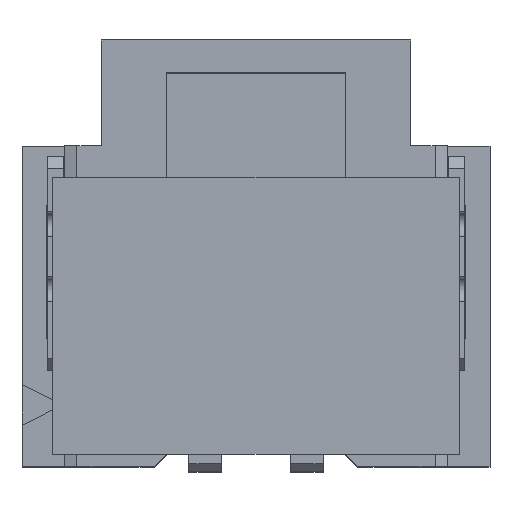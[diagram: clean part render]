
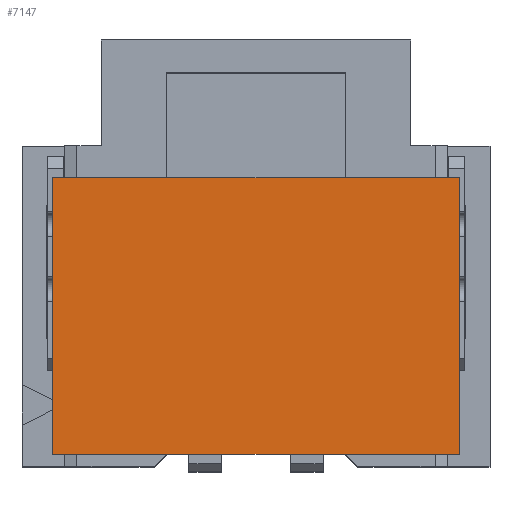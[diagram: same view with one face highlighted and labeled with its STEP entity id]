
A CAD part, top view. The second image highlights one B-rep face of the part: STEP entity #7147.
In plain terms, the highlighted planar face has unit normal (0, 0, 1).
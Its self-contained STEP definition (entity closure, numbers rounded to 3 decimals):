
#7032=DIRECTION('',(0.,-1.,0.));
#7033=VECTOR('',#7032,3.4);
#7034=CARTESIAN_POINT('',(-2.5,0.93,2.33));
#7035=LINE('',#7034,#7033);
#7036=DIRECTION('',(-1.,0.,0.));
#7037=VECTOR('',#7036,5.);
#7038=CARTESIAN_POINT('',(2.5,0.93,2.33));
#7039=LINE('',#7038,#7037);
#7040=DIRECTION('',(0.,1.,0.));
#7041=VECTOR('',#7040,3.4);
#7042=CARTESIAN_POINT('',(2.5,-2.47,2.33));
#7043=LINE('',#7042,#7041);
#7044=DIRECTION('',(1.,0.,0.));
#7045=VECTOR('',#7044,5.);
#7046=CARTESIAN_POINT('',(-2.5,-2.47,2.33));
#7047=LINE('',#7046,#7045);
#7056=CARTESIAN_POINT('',(-2.5,0.93,2.33));
#7057=CARTESIAN_POINT('',(-2.5,-2.47,2.33));
#7058=VERTEX_POINT('',#7056);
#7059=VERTEX_POINT('',#7057);
#7060=CARTESIAN_POINT('',(2.5,-2.47,2.33));
#7061=VERTEX_POINT('',#7060);
#7062=CARTESIAN_POINT('',(2.5,0.93,2.33));
#7063=VERTEX_POINT('',#7062);
#7136=CARTESIAN_POINT('',(0.,0.,2.33));
#7137=DIRECTION('',(0.,0.,1.));
#7138=DIRECTION('',(1.,0.,0.));
#7139=AXIS2_PLACEMENT_3D('',#7136,#7137,#7138);
#7140=PLANE('',#7139);
#7141=ORIENTED_EDGE('',*,*,#7088,.F.);
#7142=ORIENTED_EDGE('',*,*,#7103,.F.);
#7143=ORIENTED_EDGE('',*,*,#7117,.F.);
#7144=ORIENTED_EDGE('',*,*,#7130,.F.);
#7145=EDGE_LOOP('',(#7141,#7142,#7143,#7144));
#7146=FACE_OUTER_BOUND('',#7145,.F.);
#7147=ADVANCED_FACE('',(#7146),#7140,.T.);
#7088=EDGE_CURVE('',#7058,#7059,#7035,.T.);
#7103=EDGE_CURVE('',#7063,#7058,#7039,.T.);
#7117=EDGE_CURVE('',#7061,#7063,#7043,.T.);
#7130=EDGE_CURVE('',#7059,#7061,#7047,.T.);
